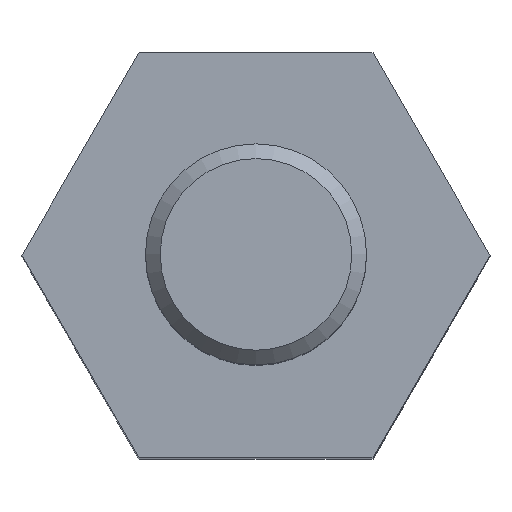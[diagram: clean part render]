
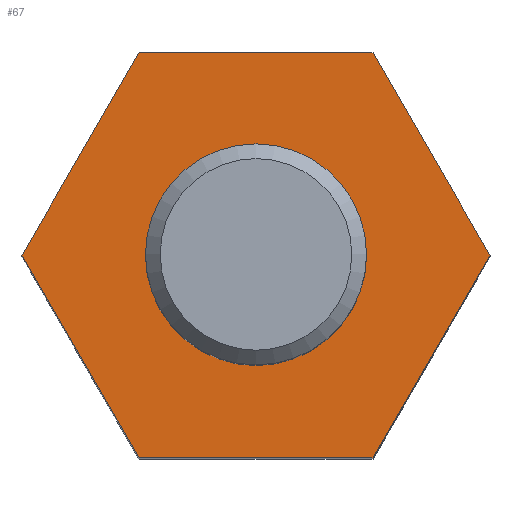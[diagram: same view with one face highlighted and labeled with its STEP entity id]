
A CAD part, top view. The second image highlights one B-rep face of the part: STEP entity #67.
In plain terms, the highlighted planar face has unit normal (0, 0, 1).
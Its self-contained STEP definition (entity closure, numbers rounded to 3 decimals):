
#67 = ADVANCED_FACE( '', ( #148, #149 ), #150, .T. );
#148 = FACE_BOUND( '', #242, .T. );
#149 = FACE_OUTER_BOUND( '', #243, .T. );
#150 = PLANE( '', #244 );
#242 = EDGE_LOOP( '', ( #361 ) );
#243 = EDGE_LOOP( '', ( #362, #363, #364, #365, #366, #367 ) );
#244 = AXIS2_PLACEMENT_3D( '', #368, #369, #370 );
#361 = ORIENTED_EDGE( '', *, *, #513, .T. );
#362 = ORIENTED_EDGE( '', *, *, #514, .T. );
#363 = ORIENTED_EDGE( '', *, *, #515, .T. );
#364 = ORIENTED_EDGE( '', *, *, #516, .T. );
#365 = ORIENTED_EDGE( '', *, *, #508, .T. );
#366 = ORIENTED_EDGE( '', *, *, #517, .T. );
#367 = ORIENTED_EDGE( '', *, *, #518, .T. );
#368 = CARTESIAN_POINT( '', ( 0., 0., 13. ) );
#369 = DIRECTION( '', ( 0., 0., 1. ) );
#370 = DIRECTION( '', ( 1., 0., 0. ) );
#508 = EDGE_CURVE( '', #593, #591, #594, .T. );
#513 = EDGE_CURVE( '', #600, #600, #601, .F. );
#514 = EDGE_CURVE( '', #602, #603, #604, .T. );
#515 = EDGE_CURVE( '', #603, #605, #606, .T. );
#516 = EDGE_CURVE( '', #605, #593, #607, .T. );
#517 = EDGE_CURVE( '', #591, #608, #609, .T. );
#518 = EDGE_CURVE( '', #608, #602, #610, .T. );
#591 = VERTEX_POINT( '', #721 );
#593 = VERTEX_POINT( '', #724 );
#594 = LINE( '', #725, #726 );
#600 = VERTEX_POINT( '', #733 );
#601 = CIRCLE( '', #734, 1.267 );
#602 = VERTEX_POINT( '', #735 );
#603 = VERTEX_POINT( '', #736 );
#604 = LINE( '', #737, #738 );
#605 = VERTEX_POINT( '', #739 );
#606 = LINE( '', #740, #741 );
#607 = LINE( '', #742, #743 );
#608 = VERTEX_POINT( '', #744 );
#609 = LINE( '', #745, #746 );
#610 = LINE( '', #747, #748 );
#721 = CARTESIAN_POINT( '', ( 1.588, -2.75, 13. ) );
#724 = CARTESIAN_POINT( '', ( -1.588, -2.75, 13. ) );
#725 = CARTESIAN_POINT( '', ( -1.588, -2.75, 13. ) );
#726 = VECTOR( '', #868, 1000. );
#733 = CARTESIAN_POINT( '', ( 1.267, 0., 13. ) );
#734 = AXIS2_PLACEMENT_3D( '', #873, #874, #875 );
#735 = CARTESIAN_POINT( '', ( 1.588, 2.75, 13. ) );
#736 = CARTESIAN_POINT( '', ( -1.588, 2.75, 13. ) );
#737 = CARTESIAN_POINT( '', ( 1.588, 2.75, 13. ) );
#738 = VECTOR( '', #876, 1000. );
#739 = CARTESIAN_POINT( '', ( -3.175, 0., 13. ) );
#740 = CARTESIAN_POINT( '', ( -1.588, 2.75, 13. ) );
#741 = VECTOR( '', #877, 1000. );
#742 = CARTESIAN_POINT( '', ( -3.175, 0., 13. ) );
#743 = VECTOR( '', #878, 1000. );
#744 = CARTESIAN_POINT( '', ( 3.175, 0., 13. ) );
#745 = CARTESIAN_POINT( '', ( 1.588, -2.75, 13. ) );
#746 = VECTOR( '', #879, 1000. );
#747 = CARTESIAN_POINT( '', ( 3.175, 0., 13. ) );
#748 = VECTOR( '', #880, 1000. );
#868 = DIRECTION( '', ( 1., 0., 0. ) );
#873 = CARTESIAN_POINT( '', ( 0., 0., 13. ) );
#874 = DIRECTION( '', ( 0., 0., 1. ) );
#875 = DIRECTION( '', ( 1., 0., 0. ) );
#876 = DIRECTION( '', ( -1., 0., 0. ) );
#877 = DIRECTION( '', ( -0.5, -0.866, 0. ) );
#878 = DIRECTION( '', ( 0.5, -0.866, 0. ) );
#879 = DIRECTION( '', ( 0.5, 0.866, 0. ) );
#880 = DIRECTION( '', ( -0.5, 0.866, 0. ) );
